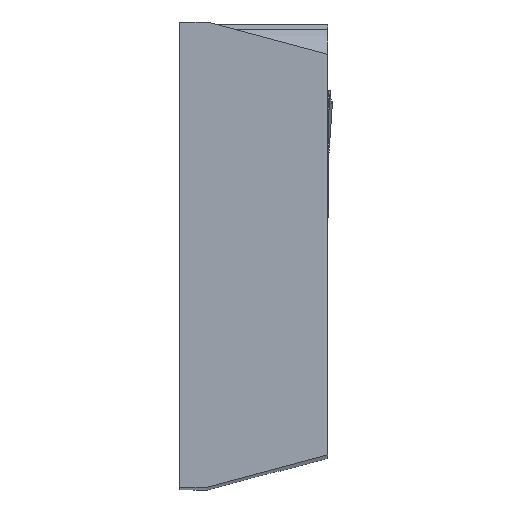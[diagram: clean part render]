
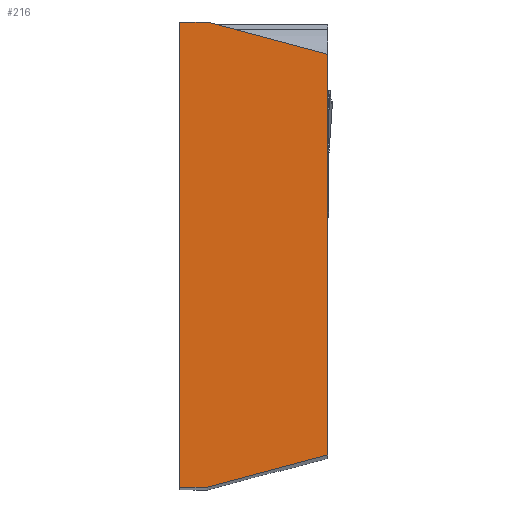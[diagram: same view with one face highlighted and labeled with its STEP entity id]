
A CAD part, top view. The second image highlights one B-rep face of the part: STEP entity #216.
In plain terms, the highlighted planar face has unit normal (0, 0, 1).
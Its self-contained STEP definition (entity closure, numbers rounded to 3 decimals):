
#216=ADVANCED_FACE('CU_SU_BACK',(#341),#299,.F.);
#299=PLANE('',#1892);
#341=FACE_OUTER_BOUND('',#427,.T.);
#427=EDGE_LOOP('',(#866,#867,#868,#869,#870,#871));
#520=LINE('',#2607,#660);
#525=LINE('',#2620,#665);
#530=LINE('',#2634,#670);
#541=LINE('',#2686,#681);
#543=LINE('',#2690,#683);
#544=LINE('',#2691,#684);
#660=VECTOR('',#2079,1.);
#665=VECTOR('',#2088,1.);
#670=VECTOR('',#2099,1.);
#681=VECTOR('',#2130,1.);
#683=VECTOR('',#2134,1.);
#684=VECTOR('',#2135,1.);
#866=ORIENTED_EDGE('',*,*,#1498,.F.);
#867=ORIENTED_EDGE('',*,*,#1469,.F.);
#868=ORIENTED_EDGE('',*,*,#1500,.T.);
#869=ORIENTED_EDGE('',*,*,#1463,.T.);
#870=ORIENTED_EDGE('',*,*,#1476,.F.);
#871=ORIENTED_EDGE('',*,*,#1501,.F.);
#1298=VERTEX_POINT('',#2606);
#1299=VERTEX_POINT('',#2608);
#1304=VERTEX_POINT('',#2619);
#1305=VERTEX_POINT('',#2621);
#1310=VERTEX_POINT('',#2633);
#1330=VERTEX_POINT('',#2687);
#1463=EDGE_CURVE('',#1299,#1298,#520,.T.);
#1469=EDGE_CURVE('',#1304,#1305,#525,.T.);
#1476=EDGE_CURVE('',#1310,#1298,#530,.T.);
#1498=EDGE_CURVE('',#1305,#1330,#541,.T.);
#1500=EDGE_CURVE('',#1304,#1299,#543,.T.);
#1501=EDGE_CURVE('',#1330,#1310,#544,.T.);
#1892=AXIS2_PLACEMENT_3D('',#2692,#2136,#2137);
#2079=DIRECTION('',(0.966,0.259,0.));
#2088=DIRECTION('',(0.,1.,0.));
#2099=DIRECTION('',(0.,-1.,0.));
#2130=DIRECTION('',(1.,0.,0.));
#2134=DIRECTION('',(1.,0.,0.));
#2135=DIRECTION('',(0.966,-0.259,0.));
#2136=DIRECTION('',(0.,0.,-1.));
#2137=DIRECTION('',(-1.,0.,0.));
#2606=CARTESIAN_POINT('',(8.,2.144,0.));
#2607=CARTESIAN_POINT('',(1.5,0.402,0.));
#2608=CARTESIAN_POINT('',(1.5,0.402,0.));
#2619=CARTESIAN_POINT('',(0.,0.402,0.));
#2620=CARTESIAN_POINT('',(0.,-8.,0.));
#2621=CARTESIAN_POINT('',(0.,25.498,0.));
#2633=CARTESIAN_POINT('',(8.,23.756,0.));
#2634=CARTESIAN_POINT('',(8.,33.9,0.));
#2686=CARTESIAN_POINT('',(0.,25.498,0.));
#2687=CARTESIAN_POINT('',(1.5,25.498,0.));
#2690=CARTESIAN_POINT('',(0.,0.402,0.));
#2691=CARTESIAN_POINT('',(1.5,25.498,0.));
#2692=CARTESIAN_POINT('',(0.,0.,0.));
